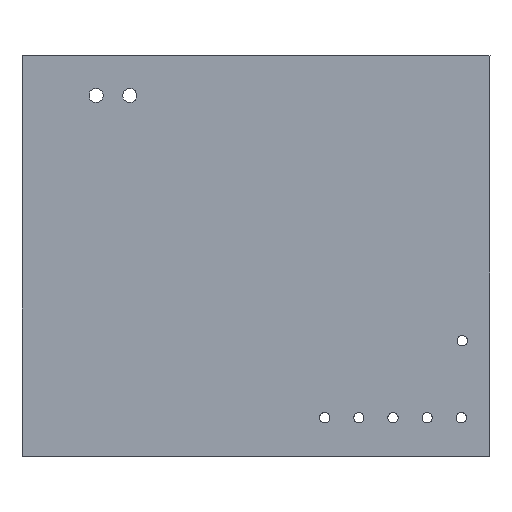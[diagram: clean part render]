
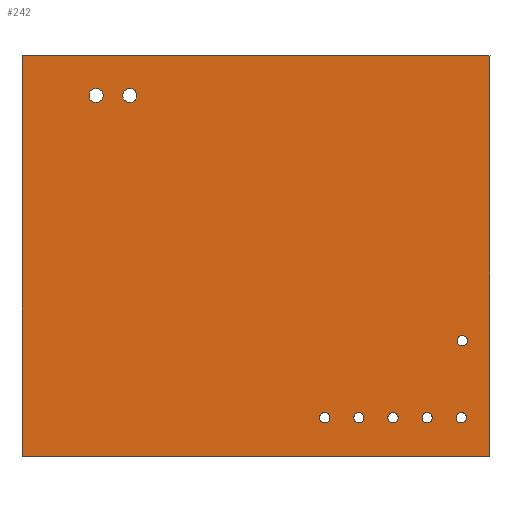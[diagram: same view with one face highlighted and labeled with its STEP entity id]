
A CAD part, top view. The second image highlights one B-rep face of the part: STEP entity #242.
In plain terms, the highlighted planar face has unit normal (0, 0, 1).
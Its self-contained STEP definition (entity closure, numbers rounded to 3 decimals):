
#42 = VERTEX_POINT('',#43);
#43 = CARTESIAN_POINT('',(139.31,-106.803,1.6));
#49 = EDGE_CURVE('',#42,#50,#52,.T.);
#50 = VERTEX_POINT('',#51);
#51 = CARTESIAN_POINT('',(104.491,-106.798,1.6));
#52 = LINE('',#53,#54);
#53 = CARTESIAN_POINT('',(139.31,-106.803,1.6));
#54 = VECTOR('',#55,1.);
#55 = DIRECTION('',(-1.,0.,0.));
#82 = VERTEX_POINT('',#83);
#83 = CARTESIAN_POINT('',(139.319,-77.,1.6));
#89 = EDGE_CURVE('',#82,#42,#90,.T.);
#90 = LINE('',#91,#92);
#91 = CARTESIAN_POINT('',(139.319,-77.,1.6));
#92 = VECTOR('',#93,1.);
#93 = DIRECTION('',(0.,-1.,0.));
#111 = EDGE_CURVE('',#50,#112,#114,.T.);
#112 = VERTEX_POINT('',#113);
#113 = CARTESIAN_POINT('',(104.5,-77.,1.6));
#114 = LINE('',#115,#116);
#115 = CARTESIAN_POINT('',(104.491,-106.798,1.6));
#116 = VECTOR('',#117,1.);
#117 = DIRECTION('',(0.,1.,0.));
#242 = ADVANCED_FACE('',(#243,#254,#265,#276,#287,#298,#309,#320,#331),
  #342,.T.);
#243 = FACE_BOUND('',#244,.T.);
#244 = EDGE_LOOP('',(#245,#246,#247,#253));
#245 = ORIENTED_EDGE('',*,*,#49,.F.);
#246 = ORIENTED_EDGE('',*,*,#89,.F.);
#247 = ORIENTED_EDGE('',*,*,#248,.F.);
#248 = EDGE_CURVE('',#112,#82,#249,.T.);
#249 = LINE('',#250,#251);
#250 = CARTESIAN_POINT('',(104.5,-77.,1.6));
#251 = VECTOR('',#252,1.);
#252 = DIRECTION('',(1.,0.,0.));
#253 = ORIENTED_EDGE('',*,*,#111,.F.);
#254 = FACE_BOUND('',#255,.T.);
#255 = EDGE_LOOP('',(#256));
#256 = ORIENTED_EDGE('',*,*,#257,.T.);
#257 = EDGE_CURVE('',#258,#258,#260,.T.);
#258 = VERTEX_POINT('',#259);
#259 = CARTESIAN_POINT('',(127.02,-104.321,1.6));
#260 = CIRCLE('',#261,0.381);
#261 = AXIS2_PLACEMENT_3D('',#262,#263,#264);
#262 = CARTESIAN_POINT('',(127.02,-103.94,1.6));
#263 = DIRECTION('',(-0.,0.,-1.));
#264 = DIRECTION('',(-0.,-1.,0.));
#265 = FACE_BOUND('',#266,.T.);
#266 = EDGE_LOOP('',(#267));
#267 = ORIENTED_EDGE('',*,*,#268,.T.);
#268 = EDGE_CURVE('',#269,#269,#271,.T.);
#269 = VERTEX_POINT('',#270);
#270 = CARTESIAN_POINT('',(129.56,-104.321,1.6));
#271 = CIRCLE('',#272,0.381);
#272 = AXIS2_PLACEMENT_3D('',#273,#274,#275);
#273 = CARTESIAN_POINT('',(129.56,-103.94,1.6));
#274 = DIRECTION('',(-0.,0.,-1.));
#275 = DIRECTION('',(-0.,-1.,0.));
#276 = FACE_BOUND('',#277,.T.);
#277 = EDGE_LOOP('',(#278));
#278 = ORIENTED_EDGE('',*,*,#279,.T.);
#279 = EDGE_CURVE('',#280,#280,#282,.T.);
#280 = VERTEX_POINT('',#281);
#281 = CARTESIAN_POINT('',(132.1,-104.321,1.6));
#282 = CIRCLE('',#283,0.381);
#283 = AXIS2_PLACEMENT_3D('',#284,#285,#286);
#284 = CARTESIAN_POINT('',(132.1,-103.94,1.6));
#285 = DIRECTION('',(-0.,0.,-1.));
#286 = DIRECTION('',(-0.,-1.,0.));
#287 = FACE_BOUND('',#288,.T.);
#288 = EDGE_LOOP('',(#289));
#289 = ORIENTED_EDGE('',*,*,#290,.T.);
#290 = EDGE_CURVE('',#291,#291,#293,.T.);
#291 = VERTEX_POINT('',#292);
#292 = CARTESIAN_POINT('',(134.64,-104.321,1.6));
#293 = CIRCLE('',#294,0.381);
#294 = AXIS2_PLACEMENT_3D('',#295,#296,#297);
#295 = CARTESIAN_POINT('',(134.64,-103.94,1.6));
#296 = DIRECTION('',(-0.,0.,-1.));
#297 = DIRECTION('',(-0.,-1.,0.));
#298 = FACE_BOUND('',#299,.T.);
#299 = EDGE_LOOP('',(#300));
#300 = ORIENTED_EDGE('',*,*,#301,.T.);
#301 = EDGE_CURVE('',#302,#302,#304,.T.);
#302 = VERTEX_POINT('',#303);
#303 = CARTESIAN_POINT('',(137.18,-104.321,1.6));
#304 = CIRCLE('',#305,0.381);
#305 = AXIS2_PLACEMENT_3D('',#306,#307,#308);
#306 = CARTESIAN_POINT('',(137.18,-103.94,1.6));
#307 = DIRECTION('',(-0.,0.,-1.));
#308 = DIRECTION('',(-0.,-1.,0.));
#309 = FACE_BOUND('',#310,.T.);
#310 = EDGE_LOOP('',(#311));
#311 = ORIENTED_EDGE('',*,*,#312,.T.);
#312 = EDGE_CURVE('',#313,#313,#315,.T.);
#313 = VERTEX_POINT('',#314);
#314 = CARTESIAN_POINT('',(137.25,-98.591,1.6));
#315 = CIRCLE('',#316,0.381);
#316 = AXIS2_PLACEMENT_3D('',#317,#318,#319);
#317 = CARTESIAN_POINT('',(137.25,-98.21,1.6));
#318 = DIRECTION('',(-0.,0.,-1.));
#319 = DIRECTION('',(-0.,-1.,0.));
#320 = FACE_BOUND('',#321,.T.);
#321 = EDGE_LOOP('',(#322));
#322 = ORIENTED_EDGE('',*,*,#323,.T.);
#323 = EDGE_CURVE('',#324,#324,#326,.T.);
#324 = VERTEX_POINT('',#325);
#325 = CARTESIAN_POINT('',(110.005,-80.483,1.6));
#326 = CIRCLE('',#327,0.525);
#327 = AXIS2_PLACEMENT_3D('',#328,#329,#330);
#328 = CARTESIAN_POINT('',(110.005,-79.958,1.6));
#329 = DIRECTION('',(-0.,0.,-1.));
#330 = DIRECTION('',(-0.,-1.,0.));
#331 = FACE_BOUND('',#332,.T.);
#332 = EDGE_LOOP('',(#333));
#333 = ORIENTED_EDGE('',*,*,#334,.T.);
#334 = EDGE_CURVE('',#335,#335,#337,.T.);
#335 = VERTEX_POINT('',#336);
#336 = CARTESIAN_POINT('',(112.505,-80.483,1.6));
#337 = CIRCLE('',#338,0.525);
#338 = AXIS2_PLACEMENT_3D('',#339,#340,#341);
#339 = CARTESIAN_POINT('',(112.505,-79.958,1.6));
#340 = DIRECTION('',(-0.,0.,-1.));
#341 = DIRECTION('',(-0.,-1.,0.));
#342 = PLANE('',#343);
#343 = AXIS2_PLACEMENT_3D('',#344,#345,#346);
#344 = CARTESIAN_POINT('',(0.,0.,1.6));
#345 = DIRECTION('',(0.,0.,1.));
#346 = DIRECTION('',(1.,0.,-0.));
